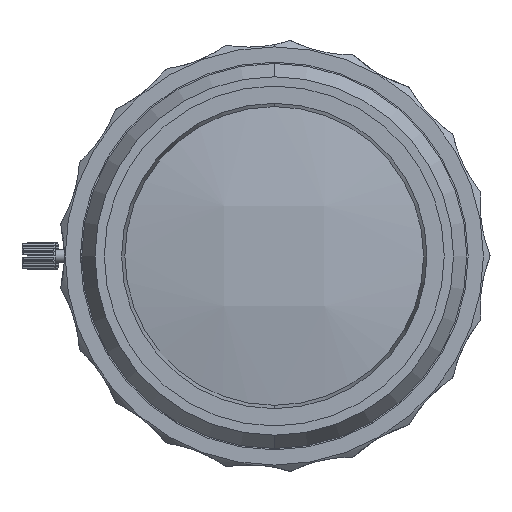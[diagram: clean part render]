
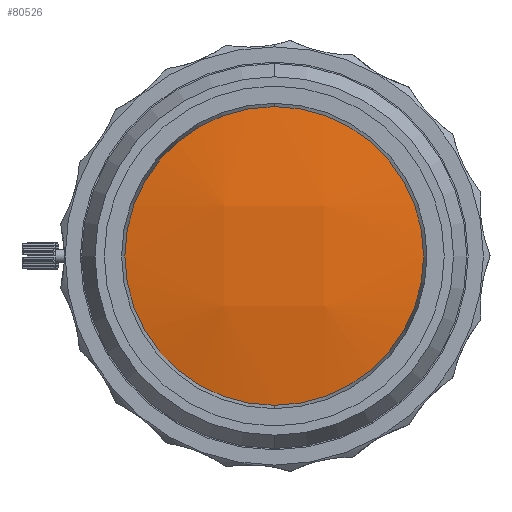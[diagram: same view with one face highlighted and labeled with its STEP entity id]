
A CAD part, left-side view. The second image highlights one B-rep face of the part: STEP entity #80526.
In plain terms, the highlighted free-form (B-spline) face has degree [3, 3] with [4, 4] control points.
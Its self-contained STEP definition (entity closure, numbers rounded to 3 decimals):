
#456 = CARTESIAN_POINT ( 'NONE',  ( -0.79, 22.942, -7.49 ) ) ;
#1379 = EDGE_CURVE ( 'NONE', #36687, #8009, #76922, .T. ) ;
#1725 = CARTESIAN_POINT ( 'NONE',  ( -0.1, 0., 0. ) ) ;
#3398 = CARTESIAN_POINT ( 'NONE',  ( -0.1, 0., 22.5 ) ) ;
#6658 = CARTESIAN_POINT ( 'NONE',  ( -0.81, -22.845, -7.491 ) ) ;
#7584 = CARTESIAN_POINT ( 'NONE',  ( -0.801, -22.845, 7.622 ) ) ;
#8009 = VERTEX_POINT ( 'NONE', #3398 ) ;
#8524 = CARTESIAN_POINT ( 'NONE',  ( -0.83, -7.69, -22.93 ) ) ;
#10239 = DIRECTION ( 'NONE',  ( 0., 0., -1. ) ) ;
#14023 = CARTESIAN_POINT ( 'NONE',  ( -0.1, 0., -22.5 ) ) ;
#16448 = DIRECTION ( 'NONE',  ( -1., 0., 0. ) ) ;
#16707 = AXIS2_PLACEMENT_3D ( 'NONE', #1725, #16448, #10239 ) ;
#21408 = CARTESIAN_POINT ( 'NONE',  ( 2.278, 22.942, -22.286 ) ) ;
#22751 = CIRCLE ( 'NONE', #16707, 22.5 ) ;
#27598 = CARTESIAN_POINT ( 'NONE',  ( -0.1, 0., 0. ) ) ;
#28543 = CARTESIAN_POINT ( 'NONE',  ( -3.97, 7.79, 7.841 ) ) ;
#29007 = DIRECTION ( 'NONE',  ( 0., 0., -1. ) ) ;
#33087 = EDGE_LOOP ( 'NONE', ( #92799, #67930 ) ) ;
#35666 = CARTESIAN_POINT ( 'NONE',  ( -3.986, -7.69, -7.706 ) ) ;
#36687 = VERTEX_POINT ( 'NONE', #14023 ) ;
#45957 = EDGE_CURVE ( 'NONE', #8009, #36687, #22751, .T. ) ;
#48040 = AXIS2_PLACEMENT_3D ( 'NONE', #27598, #94209, #29007 ) ;
#50429 = FACE_OUTER_BOUND ( 'NONE', #33087, .T. ) ;
#57555 = CARTESIAN_POINT ( 'NONE',  ( -3.979, 7.79, -7.706 ) ) ;
#58027 = CARTESIAN_POINT ( 'NONE',  ( -0.781, 22.942, 7.621 ) ) ;
#58964 = CARTESIAN_POINT ( 'NONE',  ( -0.803, -7.69, 23.061 ) ) ;
#65651 = CARTESIAN_POINT ( 'NONE',  ( 2.258, -22.845, -22.29 ) ) ;
#67930 = ORIENTED_EDGE ( 'NONE', *, *, #45957, .T. ) ;
#71873 = CARTESIAN_POINT ( 'NONE',  ( 2.284, -22.845, 22.417 ) ) ;
#72341 = CARTESIAN_POINT ( 'NONE',  ( -0.823, 7.79, -22.928 ) ) ;
#73733 = CARTESIAN_POINT ( 'NONE',  ( -3.977, -7.69, 7.841 ) ) ;
#76922 = CIRCLE ( 'NONE', #48040, 22.5 ) ;
#78685 =( BOUNDED_SURFACE ( )  B_SPLINE_SURFACE ( 3, 3, ( 
 ( #71873, #7584, #6658, #65651 ),
 ( #58964, #73733, #35666, #8524 ),
 ( #93755, #28543, #57555, #72341 ),
 ( #86609, #58027, #456, #21408 ) ),
 .UNSPECIFIED., .F., .F., .T. ) 
 B_SPLINE_SURFACE_WITH_KNOTS ( ( 4, 4 ),
 ( 4, 4 ),
 ( 0., 1. ),
 ( 0., 1. ),
 .UNSPECIFIED. ) 
 GEOMETRIC_REPRESENTATION_ITEM ( )  RATIONAL_B_SPLINE_SURFACE ( (
 ( 1., 0.986, 0.986, 1.),
 ( 0.986, 0.972, 0.972, 0.986),
 ( 0.986, 0.972, 0.972, 0.986),
 ( 1., 0.986, 0.986, 1.) ) ) 
 REPRESENTATION_ITEM ( '' )  SURFACE ( )  );
#80526 = ADVANCED_FACE ( 'NONE', ( #50429 ), #78685, .T. ) ;
#86609 = CARTESIAN_POINT ( 'NONE',  ( 2.304, 22.942, 22.413 ) ) ;
#92799 = ORIENTED_EDGE ( 'NONE', *, *, #1379, .T. ) ;
#93755 = CARTESIAN_POINT ( 'NONE',  ( -0.796, 7.79, 23.059 ) ) ;
#94209 = DIRECTION ( 'NONE',  ( -1., 0., 0. ) ) ;
